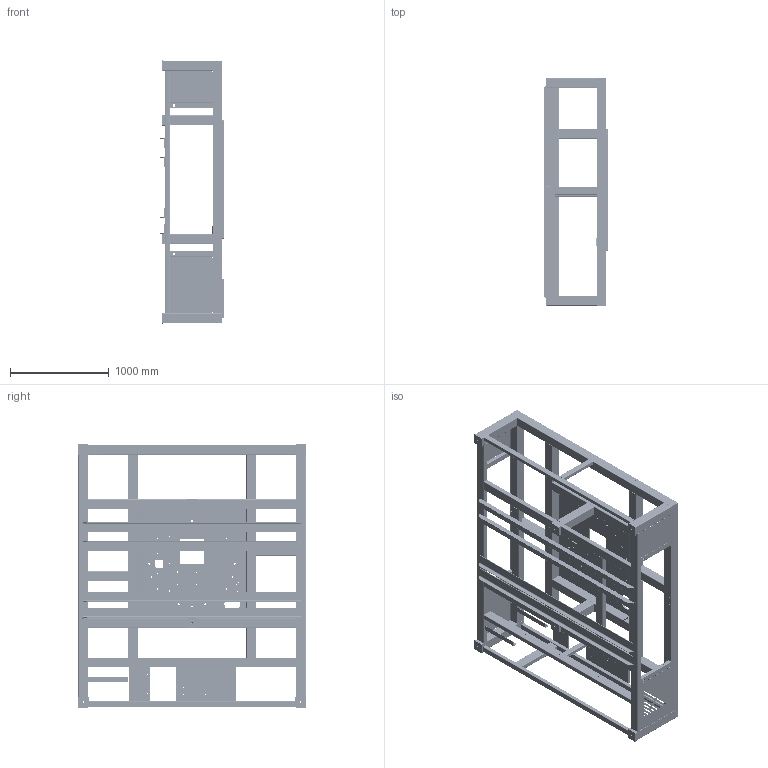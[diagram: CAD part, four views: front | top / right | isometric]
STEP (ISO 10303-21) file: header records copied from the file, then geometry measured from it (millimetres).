
FILE_DESCRIPTION(/* description */ (''),/* implementation_level */ '2;1');
FILE_NAME(/* name */ '340-100-000.stp',/* time_stamp */ '2024-01-05T12:05:01+01:00',/* author */ ('josef.zita'),/* organization */ (''),/* preprocessor_version */ 'ST-DEVELOPER v15.6',/* originating_system */ 'Autodesk Inventor 2015',/* authorisation */ '');
FILE_SCHEMA (('AUTOMOTIVE_DESIGN { 1 0 10303 214 3 1 1 }'));
Length unit declared in the file: millimetre
Products named in the file (44): 340-100-021; 340-000-002; 340-100-015; 340-100-015_1; 340-100-002; 340-100-003; 340-100-004; 340-100-004_1; 340-100-013; 340-100-006; 340-100-005; 340-100-005_1; 340-100-007; 340-100-007_1; 340-100-001; 340-100-001_1; 340-100-009; 340-100-009_1; 340-100-011; 340-100-012; 340-000-062; 340-100-009_2; 340-100-014; 340-100-008; 340-100-016; 340-100-017; 340-100-017_1; 340-100-017_2; 340-100-019; 340-100-017_3; 340-100-020; 340-100-022; 340-100-023; 340-100-024; 340-100-025; 340-100-028; 340-100-029; 340-100-030; 340-100-031; 340-000-093 ...
Bounding box: 645 x 2310 x 2660 mm (x, y, z)
Volume: 87580486.3 mm3; surface area: 33841639.9 mm2
Topology: 122 solids, 122 shells, 10147 faces, 27717 edges, 17913 vertices
Faces by surface type: plane 5087, cylinder 4703, cone 357
Full cylindrical faces by diameter (mm): 0.2 x1200, 4.917 x42, 6.647 x47, 7.3 x30, 8.376 x10, 8.5 x30, 9 x61, 10 x8, 10.106 x4, 11 x62, 11.2 x31, 12 x8, 13 x38, 13.2 x8, 13.835 x6, 15 x5, 18 x20, 25 x8, 30 x2, 160 x1
Entity records: 42415 total; most frequent: CARTESIAN_POINT 7670, DIRECTION 7628, ORIENTED_EDGE 6270, EDGE_CURVE 3135, AXIS2_PLACEMENT_3D 3061, VERTEX_POINT 2223, EDGE_LOOP 2042, CIRCLE 1553
